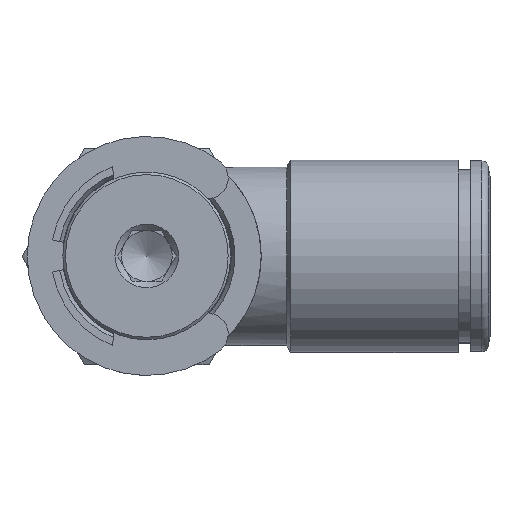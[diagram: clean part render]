
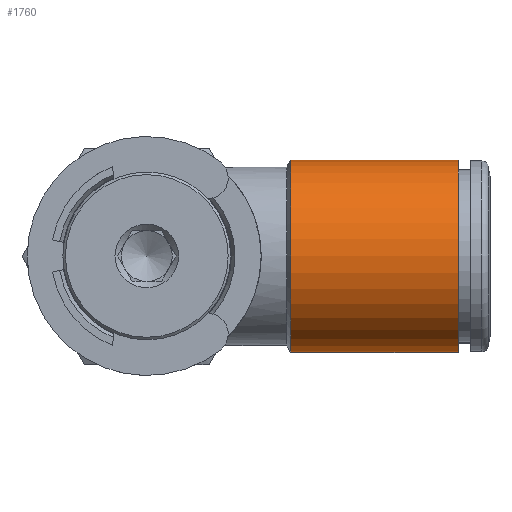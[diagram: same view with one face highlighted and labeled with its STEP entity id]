
A CAD part, top view. The second image highlights one B-rep face of the part: STEP entity #1760.
In plain terms, the highlighted cylindrical face has radius 7.55 mm (diameter 15.1 mm), a full revolution.
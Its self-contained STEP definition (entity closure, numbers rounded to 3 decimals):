
#151=FACE_BOUND('',#557,.T.);
#358=FACE_OUTER_BOUND('',#556,.T.);
#556=EDGE_LOOP('',(#1552));
#557=EDGE_LOOP('',(#1553));
#809=CIRCLE('',#1998,7.55);
#810=CIRCLE('',#2000,7.55);
#967=VERTEX_POINT('',#4483);
#968=VERTEX_POINT('',#4486);
#1172=EDGE_CURVE('',#967,#967,#809,.T.);
#1173=EDGE_CURVE('',#968,#968,#810,.T.);
#1552=ORIENTED_EDGE('',*,*,#1173,.F.);
#1553=ORIENTED_EDGE('',*,*,#1172,.T.);
#1640=CYLINDRICAL_SURFACE('',#1999,7.55);
#1760=ADVANCED_FACE('',(#358,#151),#1640,.T.);
#1998=AXIS2_PLACEMENT_3D('',#4484,#2509,#2510);
#1999=AXIS2_PLACEMENT_3D('',#4485,#2511,#2512);
#2000=AXIS2_PLACEMENT_3D('',#4487,#2513,#2514);
#2509=DIRECTION('center_axis',(1.,0.,0.));
#2510=DIRECTION('ref_axis',(0.,0.,1.));
#2511=DIRECTION('center_axis',(-1.,0.,0.));
#2512=DIRECTION('ref_axis',(0.,0.,1.));
#2513=DIRECTION('center_axis',(1.,0.,0.));
#2514=DIRECTION('ref_axis',(0.,0.,1.));
#4483=CARTESIAN_POINT('',(41.279,19.531,52.47));
#4484=CARTESIAN_POINT('Origin',(41.279,19.531,44.92));
#4485=CARTESIAN_POINT('Origin',(54.462,19.531,44.92));
#4486=CARTESIAN_POINT('',(54.462,19.531,52.47));
#4487=CARTESIAN_POINT('Origin',(54.462,19.531,44.92));
